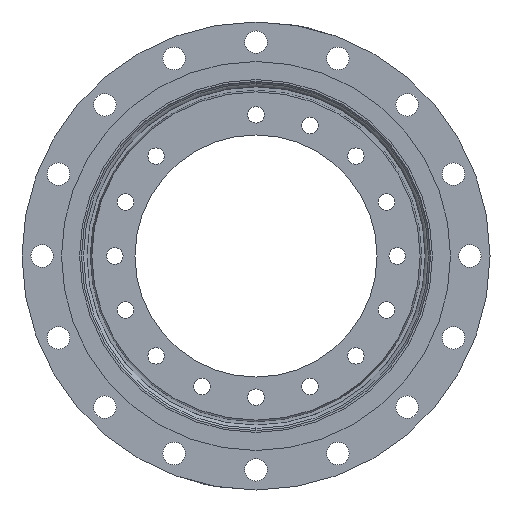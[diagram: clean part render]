
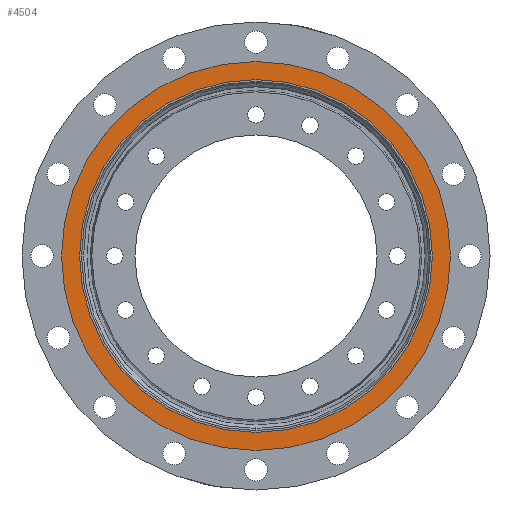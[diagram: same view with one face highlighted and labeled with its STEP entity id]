
A CAD part, front view. The second image highlights one B-rep face of the part: STEP entity #4504.
In plain terms, the highlighted planar face has unit normal (0, -1, 0).
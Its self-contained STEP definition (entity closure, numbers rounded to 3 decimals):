
#27 = ORIENTED_EDGE ( 'NONE', *, *, #4614, .T. ) ;
#57 = DIRECTION ( 'NONE',  ( 0., -1., 0. ) ) ;
#320 = DIRECTION ( 'NONE',  ( 0., -1., 0. ) ) ;
#355 = EDGE_CURVE ( 'NONE', #1969, #2938, #3141, .T. ) ;
#507 = EDGE_LOOP ( 'NONE', ( #3996, #27 ) ) ;
#661 = CARTESIAN_POINT ( 'NONE',  ( 0., -21.5, 120.5 ) ) ;
#903 = AXIS2_PLACEMENT_3D ( 'NONE', #1551, #3138, #986 ) ;
#951 = EDGE_LOOP ( 'NONE', ( #2539, #3521 ) ) ;
#967 = DIRECTION ( 'NONE',  ( 0., 0., 1. ) ) ;
#986 = DIRECTION ( 'NONE',  ( 0., 0., 1. ) ) ;
#1248 = CARTESIAN_POINT ( 'NONE',  ( 0., -21.5, 0. ) ) ;
#1551 = CARTESIAN_POINT ( 'NONE',  ( 0., -21.5, 0. ) ) ;
#1695 = DIRECTION ( 'NONE',  ( 0., 1., 0. ) ) ;
#1848 = CARTESIAN_POINT ( 'NONE',  ( 0., -21.5, 109.31 ) ) ;
#1884 = VERTEX_POINT ( 'NONE', #2966 ) ;
#1969 = VERTEX_POINT ( 'NONE', #661 ) ;
#2139 = EDGE_CURVE ( 'NONE', #1884, #2421, #3068, .T. ) ;
#2421 = VERTEX_POINT ( 'NONE', #3155 ) ;
#2539 = ORIENTED_EDGE ( 'NONE', *, *, #355, .T. ) ;
#2671 = FACE_BOUND ( 'NONE', #507, .T. ) ;
#2759 = AXIS2_PLACEMENT_3D ( 'NONE', #1848, #5206, #3077 ) ;
#2773 = CIRCLE ( 'NONE', #3178, 120.5 ) ;
#2835 = EDGE_CURVE ( 'NONE', #2938, #1969, #2773, .T. ) ;
#2938 = VERTEX_POINT ( 'NONE', #3768 ) ;
#2966 = CARTESIAN_POINT ( 'NONE',  ( 0., -21.5, 109.31 ) ) ;
#3068 = CIRCLE ( 'NONE', #903, 109.31 ) ;
#3077 = DIRECTION ( 'NONE',  ( 0., 0., 1. ) ) ;
#3138 = DIRECTION ( 'NONE',  ( 0., 1., 0. ) ) ;
#3141 = CIRCLE ( 'NONE', #4313, 120.5 ) ;
#3155 = CARTESIAN_POINT ( 'NONE',  ( 0., -21.5, -109.31 ) ) ;
#3178 = AXIS2_PLACEMENT_3D ( 'NONE', #3999, #320, #5148 ) ;
#3290 = CIRCLE ( 'NONE', #4987, 109.31 ) ;
#3521 = ORIENTED_EDGE ( 'NONE', *, *, #2835, .T. ) ;
#3694 = CARTESIAN_POINT ( 'NONE',  ( 0., -21.5, 0. ) ) ;
#3768 = CARTESIAN_POINT ( 'NONE',  ( 0., -21.5, -120.5 ) ) ;
#3777 = PLANE ( 'NONE',  #2759 ) ;
#3996 = ORIENTED_EDGE ( 'NONE', *, *, #2139, .T. ) ;
#3999 = CARTESIAN_POINT ( 'NONE',  ( 0., -21.5, 0. ) ) ;
#4285 = DIRECTION ( 'NONE',  ( 0., 0., 1. ) ) ;
#4313 = AXIS2_PLACEMENT_3D ( 'NONE', #3694, #57, #4285 ) ;
#4504 = ADVANCED_FACE ( 'NONE', ( #2671, #4738 ), #3777, .F. ) ;
#4614 = EDGE_CURVE ( 'NONE', #2421, #1884, #3290, .T. ) ;
#4738 = FACE_OUTER_BOUND ( 'NONE', #951, .T. ) ;
#4987 = AXIS2_PLACEMENT_3D ( 'NONE', #1248, #1695, #967 ) ;
#5148 = DIRECTION ( 'NONE',  ( 0., 0., 1. ) ) ;
#5206 = DIRECTION ( 'NONE',  ( 0., 1., 0. ) ) ;
